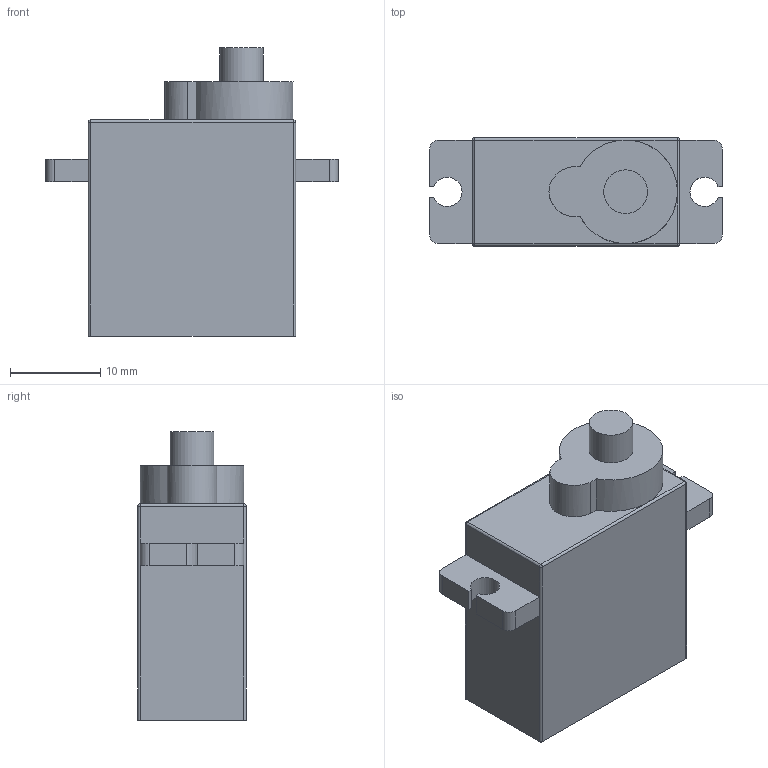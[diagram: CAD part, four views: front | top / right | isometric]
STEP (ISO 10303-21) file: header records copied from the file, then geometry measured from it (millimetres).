
FILE_DESCRIPTION(/* description */ (''),/* implementation_level */ '2;1');
FILE_NAME(/* name */ 'be8a30e5-f08f-4f66-9a9c-54a63e03e9b1.stp',/* time_stamp */ '2026-02-26T19:22:50Z',/* author */ (''),/* organization */ (''),/* preprocessor_version */ 'ST-DEVELOPER v20.1',/* originating_system */ 'Autodesk Translation Framework v14.24.0.0',/* authorisation */ '');
FILE_SCHEMA (('AUTOMOTIVE_DESIGN { 1 0 10303 214 3 1 1 }'));
Length unit declared in the file: millimetre
Products named in the file (1): MG90S Servo
Bounding box: 32.5 x 12 x 32 mm (x, y, z)
Volume: 7414.8 mm3; surface area: 2711.4 mm2
Topology: 1 solids, 1 shells, 52 faces, 124 edges, 75 vertices
Faces by surface type: plane 31, cylinder 16, sphere 4, bspline 1
Full cylindrical faces by diameter (mm): 4.85 x1
Entity records: 1526 total; most frequent: DIRECTION 265, CARTESIAN_POINT 261, ORIENTED_EDGE 248, EDGE_CURVE 124, AXIS2_PLACEMENT_3D 89, LINE 87, VECTOR 87, VERTEX_POINT 75
